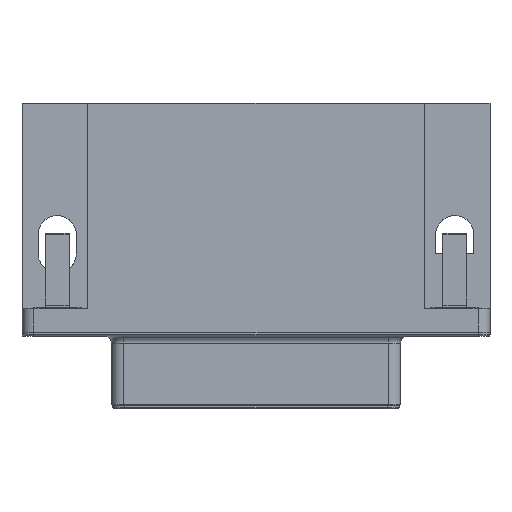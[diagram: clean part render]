
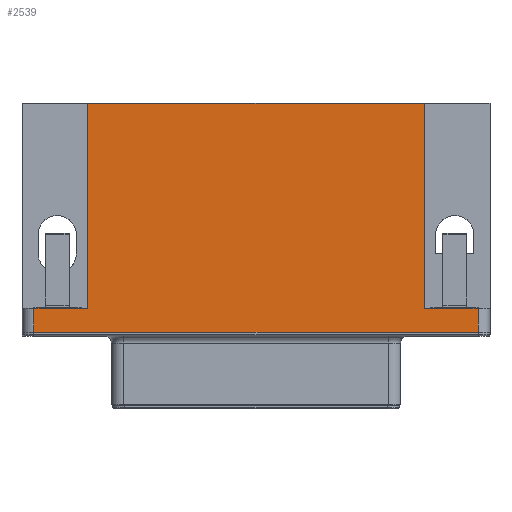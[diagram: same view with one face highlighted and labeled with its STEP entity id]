
A CAD part, top view. The second image highlights one B-rep face of the part: STEP entity #2539.
In plain terms, the highlighted planar face has unit normal (0, 0, 1).
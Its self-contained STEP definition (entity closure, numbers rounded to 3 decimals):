
#36=DIRECTION('',(0.,1.,0.));
#37=DIRECTION('',(0.,0.,1.));
#43=VECTOR('',#44,1.);
#44=DIRECTION('',(1.,0.,0.));
#73=VECTOR('',#74,1.);
#74=DIRECTION('',(-1.,0.,0.));
#84=DIRECTION('',(0.,-1.,0.));
#162=DIRECTION('',(0.,1.,0.));
#694=VECTOR('',#84,1.);
#2346=VERTEX_POINT('',#2347);
#2347=CARTESIAN_POINT('',(-28.295,-17.4,12.5));
#2368=ORIENTED_EDGE('',*,*,#2369,.F.);
#2369=EDGE_CURVE('',#2370,#2346,#2372,.T.);
#2370=VERTEX_POINT('',#2371);
#2371=CARTESIAN_POINT('',(8.905,-17.4,12.5));
#2372=LINE('',#2373,#73);
#2373=CARTESIAN_POINT('',(9.905,-17.4,12.5));
#2521=ORIENTED_EDGE('',*,*,#2522,.F.);
#2522=EDGE_CURVE('',#2346,#2523,#2525,.T.);
#2523=VERTEX_POINT('',#2524);
#2524=CARTESIAN_POINT('',(-28.295,-15.4,12.5));
#2525=LINE('',#2347,#2526);
#2526=VECTOR('',#162,1.);
#2539=ADVANCED_FACE('',(#2540),#2575,.T.);
#2540=FACE_BOUND('',#2541,.T.);
#2541=EDGE_LOOP('',(#2368,#2542,#2547,#2552,#2558,#2564,#2571,#2521));
#2542=ORIENTED_EDGE('',*,*,#2543,.T.);
#2543=EDGE_CURVE('',#2370,#2544,#2546,.T.);
#2544=VERTEX_POINT('',#2545);
#2545=CARTESIAN_POINT('',(8.905,-15.4,12.5));
#2546=LINE('',#2371,#2526);
#2547=ORIENTED_EDGE('',*,*,#2548,.F.);
#2548=EDGE_CURVE('',#2549,#2544,#2551,.T.);
#2549=VERTEX_POINT('',#2550);
#2550=CARTESIAN_POINT('',(4.405,-15.4,12.5));
#2551=LINE('',#2545,#43);
#2552=ORIENTED_EDGE('',*,*,#2553,.F.);
#2553=EDGE_CURVE('',#2554,#2549,#2556,.T.);
#2554=VERTEX_POINT('',#2555);
#2555=CARTESIAN_POINT('',(4.405,1.8,12.5));
#2556=LINE('',#2557,#694);
#2557=CARTESIAN_POINT('',(4.405,-16.4,12.5));
#2558=ORIENTED_EDGE('',*,*,#2559,.T.);
#2559=EDGE_CURVE('',#2554,#2560,#2562,.T.);
#2560=VERTEX_POINT('',#2561);
#2561=CARTESIAN_POINT('',(-23.795,1.8,12.5));
#2562=LINE('',#2563,#73);
#2563=CARTESIAN_POINT('',(9.905,1.8,12.5));
#2564=ORIENTED_EDGE('',*,*,#2565,.F.);
#2565=EDGE_CURVE('',#2566,#2560,#2568,.T.);
#2566=VERTEX_POINT('',#2567);
#2567=CARTESIAN_POINT('',(-23.795,-15.4,12.5));
#2568=LINE('',#2569,#2570);
#2569=CARTESIAN_POINT('',(-23.795,-16.4,12.5));
#2570=VECTOR('',#36,1.);
#2571=ORIENTED_EDGE('',*,*,#2572,.F.);
#2572=EDGE_CURVE('',#2523,#2566,#2573,.T.);
#2573=LINE('',#2574,#43);
#2574=CARTESIAN_POINT('',(-8.695,-15.4,12.5));
#2575=PLANE('',#2576);
#2576=AXIS2_PLACEMENT_3D('',#2373,#37,#74);
